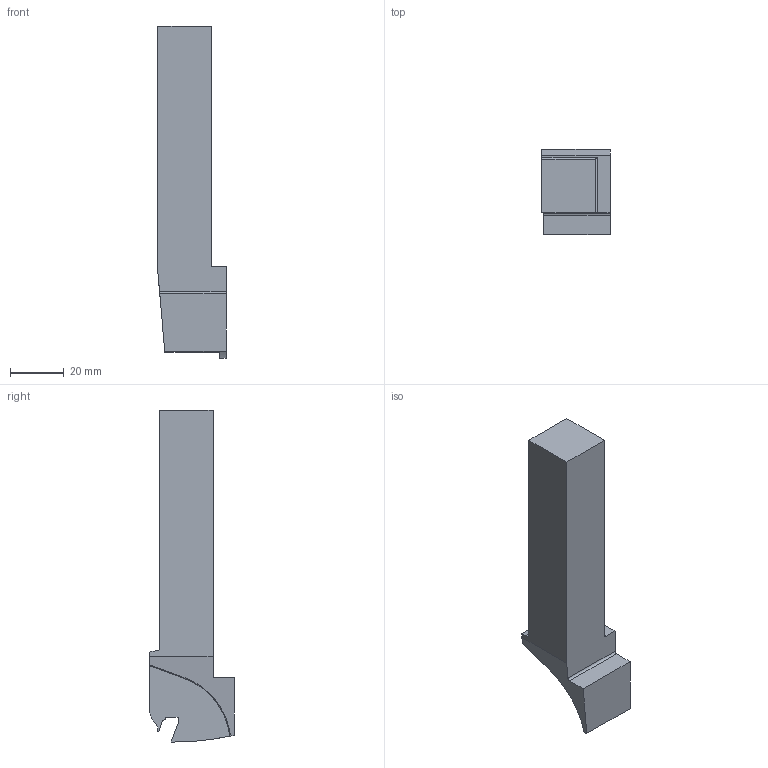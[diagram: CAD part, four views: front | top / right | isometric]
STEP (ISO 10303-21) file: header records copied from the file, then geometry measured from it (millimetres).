
FILE_DESCRIPTION(/* description */ (''),/* implementation_level */ '2;1');
FILE_NAME(/* name */ 'GWSL2020K00-F51-M.stp',/* time_stamp */ '2021-08-18T15:30:30+09:00',/* author */ (''),/* organization */ (''),/* preprocessor_version */ 'ST-DEVELOPER v16',/* originating_system */ 'SIEMENS PLM Software NX 10.0',/* authorisation */ '');
FILE_SCHEMA (('AUTOMOTIVE_DESIGN { 1 0 10303 214 3 1 1 1 }'));
Length unit declared in the file: millimetre
Products named in the file (1): GWSL2020K00-F51-M
Bounding box: 25.5 x 31.72 x 124 mm (x, y, z)
Volume: 46040.8 mm3; surface area: 11813 mm2
Topology: 1 solids, 1 shells, 41 faces, 115 edges, 79 vertices
Faces by surface type: plane 25, cylinder 15, torus 1
Entity records: 1432 total; most frequent: CARTESIAN_POINT 278, DIRECTION 233, ORIENTED_EDGE 230, EDGE_CURVE 115, LINE 83, VECTOR 83, VERTEX_POINT 76, AXIS2_PLACEMENT_3D 75
